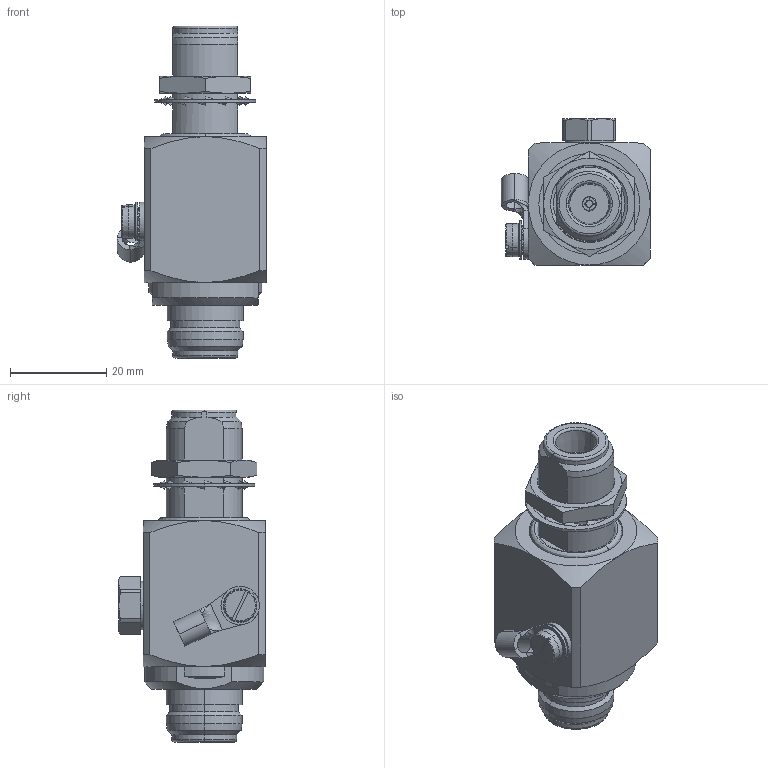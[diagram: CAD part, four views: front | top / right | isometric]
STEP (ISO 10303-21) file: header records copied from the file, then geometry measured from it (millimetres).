
FILE_DESCRIPTION (( 'STEP AP214' ), '1' );
FILE_NAME ('J01028A0044.STEP', '2012-05-16T06:48:23', ( 'markiewicz' ), ( '' ), 'SwSTEP 2.0', 'SolidWorks 2012', '' );
FILE_SCHEMA (( 'AUTOMOTIVE_DESIGN' ));
Length unit declared in the file: millimetre
Products named in the file (1): J01028A0044
Bounding box: 31.07 x 30.47 x 69.1 mm (x, y, z)
Volume: 28054.4 mm3; surface area: 9724.2 mm2
Topology: 7 solids, 9 shells, 607 faces, 1581 edges, 1027 vertices
Faces by surface type: plane 228, bspline 158, cylinder 118, cone 91, torus 12
Full cylindrical faces by diameter (mm): 3.6 x2
Entity records: 30246 total; most frequent: CARTESIAN_POINT 9923, ORIENTED_EDGE 3166, DIRECTION 2284, EDGE_CURVE 1583, VERTEX_POINT 1029, LINE 762, VECTOR 762, AXIS2_PLACEMENT_3D 761
